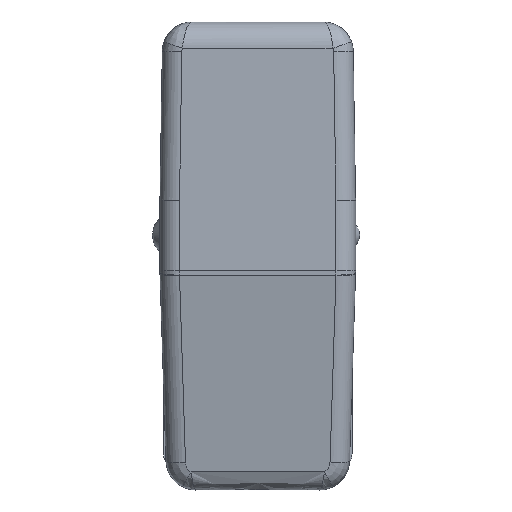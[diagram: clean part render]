
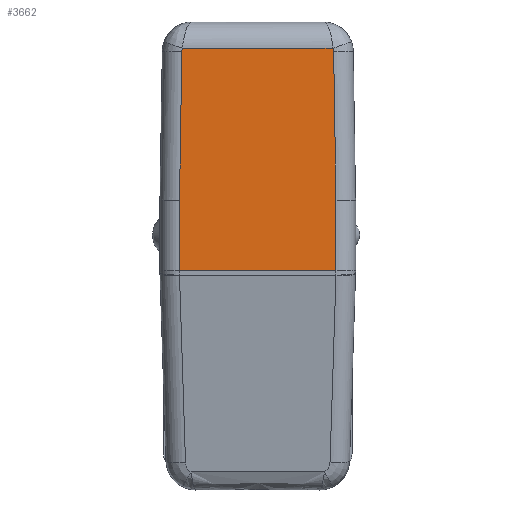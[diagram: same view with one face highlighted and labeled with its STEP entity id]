
A CAD part, front view. The second image highlights one B-rep face of the part: STEP entity #3662.
In plain terms, the highlighted free-form (B-spline) face has degree [1, 1] with [2, 2] control points.
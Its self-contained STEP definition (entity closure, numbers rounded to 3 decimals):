
#3555=CARTESIAN_POINT('',(-11.2,-7.751,9.98));
#3556=VERTEX_POINT('',#3555);
#3557=CARTESIAN_POINT('',(-11.2,-7.851,-0.137));
#3558=VERTEX_POINT('',#3557);
#3559=CARTESIAN_POINT('',(-11.2,-7.751,9.98));
#3560=CARTESIAN_POINT('',(-11.2,-7.851,-0.137));
#3561=QUASI_UNIFORM_CURVE('',1,(#3559,#3560),.UNSPECIFIED.,.F.,.U.);
#3562=EDGE_CURVE('',#3556,#3558,#3561,.T.);
#3603=CARTESIAN_POINT('',(-12.319,-7.867,-1.728));
#3604=CARTESIAN_POINT('',(-12.319,-7.519,33.303));
#3605=CARTESIAN_POINT('',(12.319,-7.867,-1.728));
#3606=CARTESIAN_POINT('',(12.319,-7.519,33.303));
#3607=B_SPLINE_SURFACE_WITH_KNOTS('',1,1,((#3603,#3605),(#3604,#3606)),.UNSPECIFIED.,.F.,.F.,.U.,(2,2),(2,2),(0.0,35.033),(0.0,24.638),.UNSPECIFIED.);
#3608=CARTESIAN_POINT('',(11.2,-7.751,9.98));
#3609=VERTEX_POINT('',#3608);
#3610=CARTESIAN_POINT('',(10.865,-7.539,31.226));
#3611=VERTEX_POINT('',#3610);
#3612=CARTESIAN_POINT('',(11.2,-7.751,9.98));
#3613=CARTESIAN_POINT('',(10.865,-7.539,31.226));
#3614=QUASI_UNIFORM_CURVE('',1,(#3612,#3613),.UNSPECIFIED.,.F.,.U.);
#3615=EDGE_CURVE('',#3609,#3611,#3614,.T.);
#3616=ORIENTED_EDGE('',*,*,#3615,.T.);
#3617=CARTESIAN_POINT('',(10.776,-7.535,31.712));
#3618=VERTEX_POINT('',#3617);
#3619=CARTESIAN_POINT('',(10.865,-7.539,31.226));
#3620=CARTESIAN_POINT('',(10.863,-7.538,31.391));
#3621=CARTESIAN_POINT('',(10.832,-7.536,31.557));
#3622=CARTESIAN_POINT('',(10.776,-7.535,31.712));
#3623=B_SPLINE_CURVE_WITH_KNOTS('',3,(#3619,#3620,#3621,#3622),.UNSPECIFIED.,.F.,.U.,(4,4),(0.,0.497),.UNSPECIFIED.);
#3624=EDGE_CURVE('',#3611,#3618,#3623,.T.);
#3625=ORIENTED_EDGE('',*,*,#3624,.T.);
#3626=CARTESIAN_POINT('',(-10.776,-7.535,31.712));
#3627=VERTEX_POINT('',#3626);
#3628=CARTESIAN_POINT('',(10.776,-7.535,31.712));
#3629=CARTESIAN_POINT('',(-10.776,-7.535,31.712));
#3630=QUASI_UNIFORM_CURVE('',1,(#3628,#3629),.UNSPECIFIED.,.F.,.U.);
#3631=EDGE_CURVE('',#3618,#3627,#3630,.T.);
#3632=ORIENTED_EDGE('',*,*,#3631,.T.);
#3633=CARTESIAN_POINT('',(-10.865,-7.539,31.226));
#3634=VERTEX_POINT('',#3633);
#3635=CARTESIAN_POINT('',(-10.776,-7.535,31.712));
#3636=CARTESIAN_POINT('',(-10.832,-7.536,31.557));
#3637=CARTESIAN_POINT('',(-10.863,-7.538,31.391));
#3638=CARTESIAN_POINT('',(-10.865,-7.539,31.226));
#3639=B_SPLINE_CURVE_WITH_KNOTS('',3,(#3635,#3636,#3637,#3638),.UNSPECIFIED.,.F.,.U.,(4,4),(0.,0.497),.UNSPECIFIED.);
#3640=EDGE_CURVE('',#3627,#3634,#3639,.T.);
#3641=ORIENTED_EDGE('',*,*,#3640,.T.);
#3642=CARTESIAN_POINT('',(-10.865,-7.539,31.226));
#3643=CARTESIAN_POINT('',(-11.2,-7.751,9.98));
#3644=QUASI_UNIFORM_CURVE('',1,(#3642,#3643),.UNSPECIFIED.,.F.,.U.);
#3645=EDGE_CURVE('',#3634,#3556,#3644,.T.);
#3646=ORIENTED_EDGE('',*,*,#3645,.T.);
#3647=ORIENTED_EDGE('',*,*,#3562,.T.);
#3648=CARTESIAN_POINT('',(11.2,-7.851,-0.137));
#3649=VERTEX_POINT('',#3648);
#3650=CARTESIAN_POINT('',(-11.2,-7.851,-0.137));
#3651=CARTESIAN_POINT('',(11.2,-7.851,-0.137));
#3652=QUASI_UNIFORM_CURVE('',1,(#3650,#3651),.UNSPECIFIED.,.F.,.U.);
#3653=EDGE_CURVE('',#3558,#3649,#3652,.T.);
#3654=ORIENTED_EDGE('',*,*,#3653,.T.);
#3655=CARTESIAN_POINT('',(11.2,-7.851,-0.137));
#3656=CARTESIAN_POINT('',(11.2,-7.751,9.98));
#3657=QUASI_UNIFORM_CURVE('',1,(#3655,#3656),.UNSPECIFIED.,.F.,.U.);
#3658=EDGE_CURVE('',#3649,#3609,#3657,.T.);
#3659=ORIENTED_EDGE('',*,*,#3658,.T.);
#3660=EDGE_LOOP('',(#3616,#3625,#3632,#3641,#3646,#3647,#3654,#3659));
#3661=FACE_OUTER_BOUND('',#3660,.T.);
#3662=ADVANCED_FACE('',(#3661),#3607,.F.);
